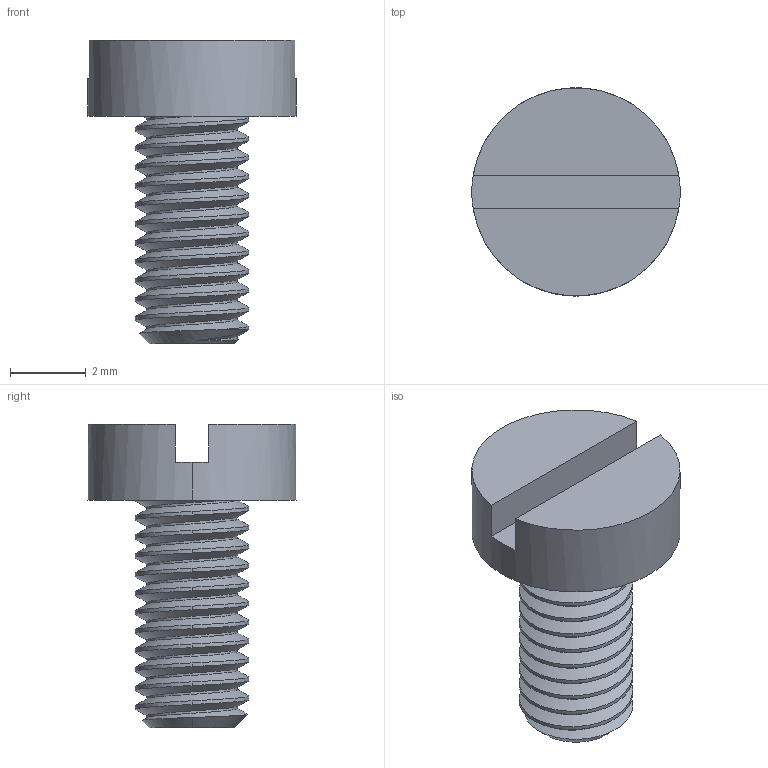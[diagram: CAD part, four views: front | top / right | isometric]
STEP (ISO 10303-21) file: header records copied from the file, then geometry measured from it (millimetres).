
FILE_DESCRIPTION (( 'STEP AP203' ), '1' );
FILE_NAME ('96295A116_Narrow Cheese Head Slotted Screws.STEP', '2021-07-11T08:21:53', ( 'Administrator' ), ( 'Managed by Terraform' ), 'SwSTEP 2.0', 'SolidWorks 2017', '' );
FILE_SCHEMA (( 'CONFIG_CONTROL_DESIGN' ));
Length unit declared in the file: millimetre
Products named in the file (1): 96295A116_Narrow Cheese Head Slotted Screws
Bounding box: 5.5 x 5.5 x 8 mm (x, y, z)
Volume: 77.4 mm3; surface area: 188.1 mm2
Topology: 2 solids, 2 shells, 40 faces, 107 edges, 71 vertices
Faces by surface type: cylinder 26, plane 8, cone 3, bspline 3
Entity records: 2940 total; most frequent: CARTESIAN_POINT 2025, ORIENTED_EDGE 214, DIRECTION 138, EDGE_CURVE 107, VERTEX_POINT 71, AXIS2_PLACEMENT_3D 51, ADVANCED_FACE 40, FACE_OUTER_BOUND 40
